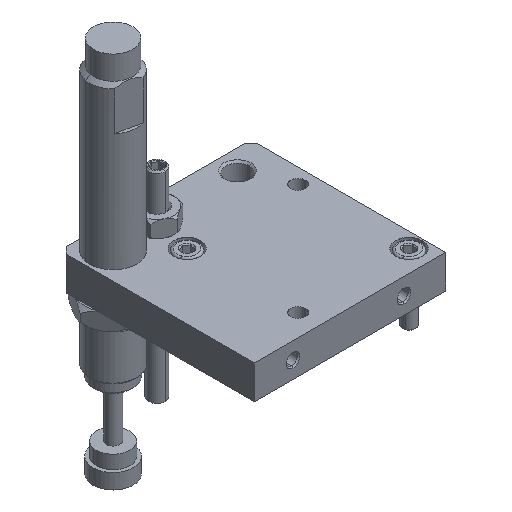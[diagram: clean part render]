
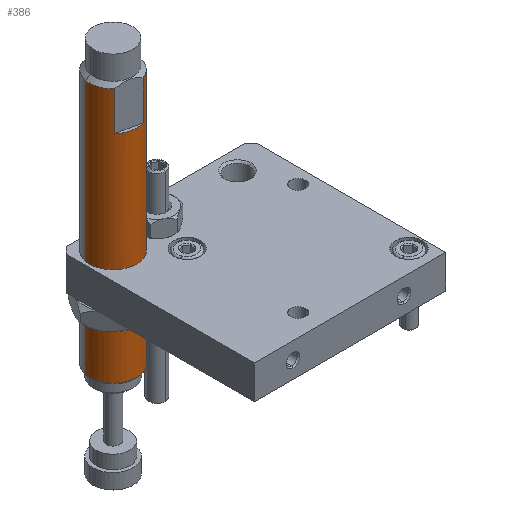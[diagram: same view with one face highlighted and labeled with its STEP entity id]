
A CAD part, isometric view. The second image highlights one B-rep face of the part: STEP entity #386.
In plain terms, the highlighted cylindrical face has radius 7 mm (diameter 14 mm), a partial arc.
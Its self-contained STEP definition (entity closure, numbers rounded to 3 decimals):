
#133 = DIRECTION ( 'NONE',  ( -1., 0., 0. ) ) ;
#163 = AXIS2_PLACEMENT_3D ( 'NONE', #1977, #898, #467 ) ;
#327 = CARTESIAN_POINT ( 'NONE',  ( -79.55, 0., 7. ) ) ;
#386 = ADVANCED_FACE ( 'NONE', ( #5617 ), #2151, .T. ) ;
#452 = CARTESIAN_POINT ( 'NONE',  ( -41.65, -6., -3.606 ) ) ;
#467 = DIRECTION ( 'NONE',  ( 0., 0., 1. ) ) ;
#500 = EDGE_CURVE ( 'NONE', #6823, #1761, #1718, .T. ) ;
#502 = CARTESIAN_POINT ( 'NONE',  ( -68., 0., 0. ) ) ;
#504 = CARTESIAN_POINT ( 'NONE',  ( -41.65, 0., 0. ) ) ;
#514 = CIRCLE ( 'NONE', #6544, 7. ) ;
#531 = CARTESIAN_POINT ( 'NONE',  ( -79.55, -6., -3.606 ) ) ;
#571 = DIRECTION ( 'NONE',  ( -1., 0., 0. ) ) ;
#691 = EDGE_LOOP ( 'NONE', ( #1113, #5605, #4113, #5285, #5545, #4933, #759, #820 ) ) ;
#759 = ORIENTED_EDGE ( 'NONE', *, *, #6491, .T. ) ;
#820 = ORIENTED_EDGE ( 'NONE', *, *, #4841, .T. ) ;
#898 = DIRECTION ( 'NONE',  ( 1., 0., 0. ) ) ;
#960 = DIRECTION ( 'NONE',  ( 0., 0., 1. ) ) ;
#1066 = DIRECTION ( 'NONE',  ( 1., 0., 0. ) ) ;
#1113 = ORIENTED_EDGE ( 'NONE', *, *, #500, .F. ) ;
#1390 = EDGE_CURVE ( 'NONE', #3359, #1754, #514, .T. ) ;
#1418 = DIRECTION ( 'NONE',  ( 0., 0., 1. ) ) ;
#1566 = VERTEX_POINT ( 'NONE', #4419 ) ;
#1609 = CIRCLE ( 'NONE', #163, 7. ) ;
#1691 = AXIS2_PLACEMENT_3D ( 'NONE', #4258, #6950, #1418 ) ;
#1692 = CIRCLE ( 'NONE', #1691, 7. ) ;
#1718 = LINE ( 'NONE', #2814, #6388 ) ;
#1754 = VERTEX_POINT ( 'NONE', #1813 ) ;
#1761 = VERTEX_POINT ( 'NONE', #5755 ) ;
#1813 = CARTESIAN_POINT ( 'NONE',  ( -68., -6., -3.606 ) ) ;
#1977 = CARTESIAN_POINT ( 'NONE',  ( -79.55, 0., 0. ) ) ;
#2052 = CARTESIAN_POINT ( 'NONE',  ( -41.65, -6., 3.606 ) ) ;
#2151 = CYLINDRICAL_SURFACE ( 'NONE', #2339, 7. ) ;
#2339 = AXIS2_PLACEMENT_3D ( 'NONE', #504, #571, #5014 ) ;
#2560 = EDGE_CURVE ( 'NONE', #5458, #1566, #1609, .T. ) ;
#2814 = CARTESIAN_POINT ( 'NONE',  ( -41.65, 0., -7. ) ) ;
#3129 = CARTESIAN_POINT ( 'NONE',  ( -3.732, 0., -7. ) ) ;
#3154 = CIRCLE ( 'NONE', #5131, 7. ) ;
#3193 = CARTESIAN_POINT ( 'NONE',  ( -79.55, 0., 0. ) ) ;
#3325 = LINE ( 'NONE', #2052, #5921 ) ;
#3359 = VERTEX_POINT ( 'NONE', #3429 ) ;
#3429 = CARTESIAN_POINT ( 'NONE',  ( -68., -6., 3.606 ) ) ;
#3591 = EDGE_CURVE ( 'NONE', #6823, #6336, #1692, .T. ) ;
#3643 = EDGE_CURVE ( 'NONE', #6336, #5458, #6447, .T. ) ;
#3745 = DIRECTION ( 'NONE',  ( -1., 0., 0. ) ) ;
#3893 = LINE ( 'NONE', #452, #5287 ) ;
#4113 = ORIENTED_EDGE ( 'NONE', *, *, #3643, .T. ) ;
#4170 = CARTESIAN_POINT ( 'NONE',  ( -3.732, 0., 7. ) ) ;
#4258 = CARTESIAN_POINT ( 'NONE',  ( -3.732, 0., 0. ) ) ;
#4419 = CARTESIAN_POINT ( 'NONE',  ( -79.55, -6., 3.606 ) ) ;
#4812 = DIRECTION ( 'NONE',  ( -1., 0., 0. ) ) ;
#4822 = EDGE_CURVE ( 'NONE', #1566, #3359, #3325, .T. ) ;
#4841 = EDGE_CURVE ( 'NONE', #6641, #1761, #3154, .T. ) ;
#4933 = ORIENTED_EDGE ( 'NONE', *, *, #1390, .T. ) ;
#4987 = VECTOR ( 'NONE', #4812, 1000. ) ;
#5014 = DIRECTION ( 'NONE',  ( 0., 0., 1. ) ) ;
#5131 = AXIS2_PLACEMENT_3D ( 'NONE', #3193, #1066, #5726 ) ;
#5285 = ORIENTED_EDGE ( 'NONE', *, *, #2560, .T. ) ;
#5287 = VECTOR ( 'NONE', #3745, 1000. ) ;
#5458 = VERTEX_POINT ( 'NONE', #327 ) ;
#5545 = ORIENTED_EDGE ( 'NONE', *, *, #4822, .T. ) ;
#5605 = ORIENTED_EDGE ( 'NONE', *, *, #3591, .T. ) ;
#5617 = FACE_OUTER_BOUND ( 'NONE', #691, .T. ) ;
#5726 = DIRECTION ( 'NONE',  ( 0., 0., 1. ) ) ;
#5755 = CARTESIAN_POINT ( 'NONE',  ( -79.55, 0., -7. ) ) ;
#5916 = CARTESIAN_POINT ( 'NONE',  ( -41.65, 0., 7. ) ) ;
#5921 = VECTOR ( 'NONE', #7034, 1000. ) ;
#5957 = DIRECTION ( 'NONE',  ( 1., 0., 0. ) ) ;
#6336 = VERTEX_POINT ( 'NONE', #4170 ) ;
#6388 = VECTOR ( 'NONE', #133, 1000. ) ;
#6447 = LINE ( 'NONE', #5916, #4987 ) ;
#6491 = EDGE_CURVE ( 'NONE', #1754, #6641, #3893, .T. ) ;
#6544 = AXIS2_PLACEMENT_3D ( 'NONE', #502, #5957, #960 ) ;
#6641 = VERTEX_POINT ( 'NONE', #531 ) ;
#6823 = VERTEX_POINT ( 'NONE', #3129 ) ;
#6950 = DIRECTION ( 'NONE',  ( -1., 0., 0. ) ) ;
#7034 = DIRECTION ( 'NONE',  ( 1., 0., 0. ) ) ;
